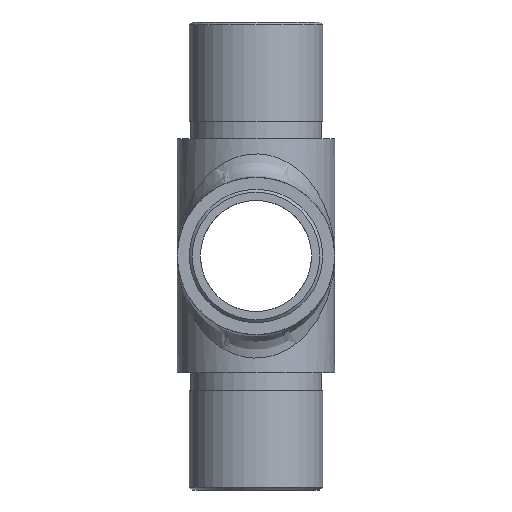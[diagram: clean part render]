
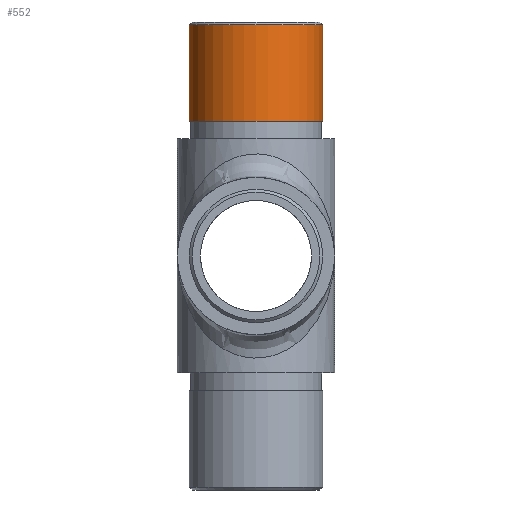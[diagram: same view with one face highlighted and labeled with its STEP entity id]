
A CAD part, front view. The second image highlights one B-rep face of the part: STEP entity #552.
In plain terms, the highlighted cylindrical face has radius 11.4 mm (diameter 22.8 mm), a full revolution.
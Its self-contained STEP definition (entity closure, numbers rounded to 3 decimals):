
#552 = ADVANCED_FACE ( 'NONE', ( #13647, #1286 ), #10370, .T. ) ;
#1286 = FACE_OUTER_BOUND ( 'NONE', #2014, .T. ) ;
#1483 = ORIENTED_EDGE ( 'NONE', *, *, #2045, .T. ) ;
#2014 = EDGE_LOOP ( 'NONE', ( #10544 ) ) ;
#2045 = EDGE_CURVE ( 'NONE', #4067, #4067, #5928, .T. ) ;
#2632 = EDGE_LOOP ( 'NONE', ( #1483 ) ) ;
#2927 = CARTESIAN_POINT ( 'NONE',  ( 0., 0., 23. ) ) ;
#4067 = VERTEX_POINT ( 'NONE', #12588 ) ;
#4244 = EDGE_CURVE ( 'NONE', #10201, #10201, #13084, .T. ) ;
#4583 = AXIS2_PLACEMENT_3D ( 'NONE', #2927, #7250, #11681 ) ;
#5031 = DIRECTION ( 'NONE',  ( -1., 0., 0. ) ) ;
#5928 = CIRCLE ( 'NONE', #14068, 11.4 ) ;
#7250 = DIRECTION ( 'NONE',  ( 0., 0., 1. ) ) ;
#7487 = CARTESIAN_POINT ( 'NONE',  ( 0., 0., 39.5 ) ) ;
#9458 = AXIS2_PLACEMENT_3D ( 'NONE', #13484, #13437, #5031 ) ;
#10201 = VERTEX_POINT ( 'NONE', #13694 ) ;
#10370 = CYLINDRICAL_SURFACE ( 'NONE', #9458, 11.4 ) ;
#10544 = ORIENTED_EDGE ( 'NONE', *, *, #4244, .T. ) ;
#11681 = DIRECTION ( 'NONE',  ( 1., 0., 0. ) ) ;
#11868 = DIRECTION ( 'NONE',  ( 0., 0., -1. ) ) ;
#12588 = CARTESIAN_POINT ( 'NONE',  ( 11.4, 0., 39.5 ) ) ;
#12924 = DIRECTION ( 'NONE',  ( 1., 0., 0. ) ) ;
#13084 = CIRCLE ( 'NONE', #4583, 11.4 ) ;
#13437 = DIRECTION ( 'NONE',  ( 0., 0., -1. ) ) ;
#13484 = CARTESIAN_POINT ( 'NONE',  ( 0., 0., 40. ) ) ;
#13647 = FACE_OUTER_BOUND ( 'NONE', #2632, .T. ) ;
#13694 = CARTESIAN_POINT ( 'NONE',  ( 11.4, 0., 23. ) ) ;
#14068 = AXIS2_PLACEMENT_3D ( 'NONE', #7487, #11868, #12924 ) ;
